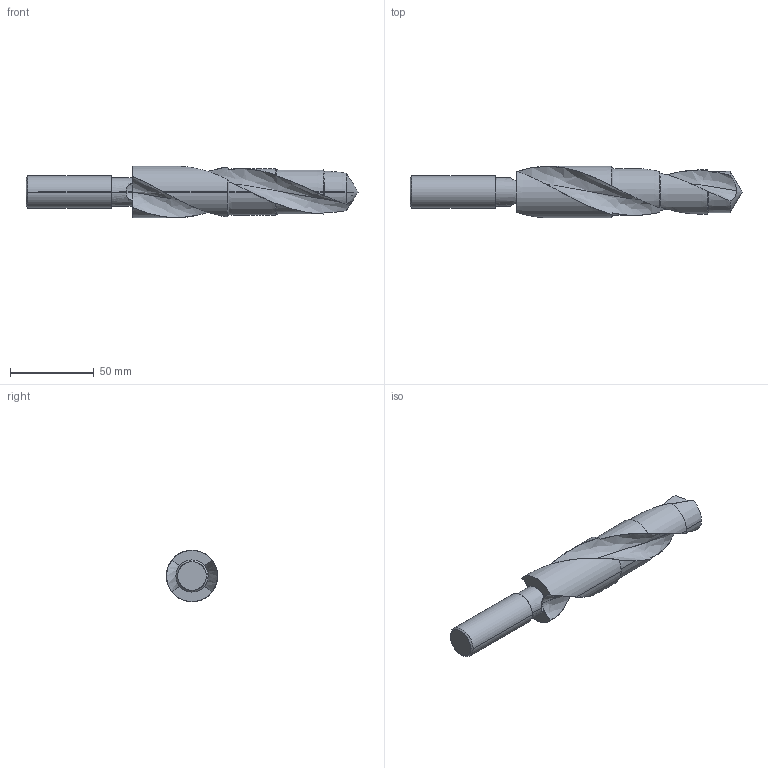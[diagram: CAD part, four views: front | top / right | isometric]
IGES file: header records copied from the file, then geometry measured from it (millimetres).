
Start section: SolidWorks IGES file using analytic representation for surfaces
Global section: file name: CT-16-4RO-HSS.IGS; native system: SolidWorks 2014; preprocessor: SolidWorks 2014; author: Martin; date: 170607.135012; units: inch
Bounding box: 197.62 x 30.57 x 30.57 mm (x, y, z)
Surface area: 17264.5 mm2 (no closed solid volume)
Topology: 0 solids, 0 shells, 40 faces, 787 edges, 785 vertices
Faces by surface type: revolution 28, bspline 12
